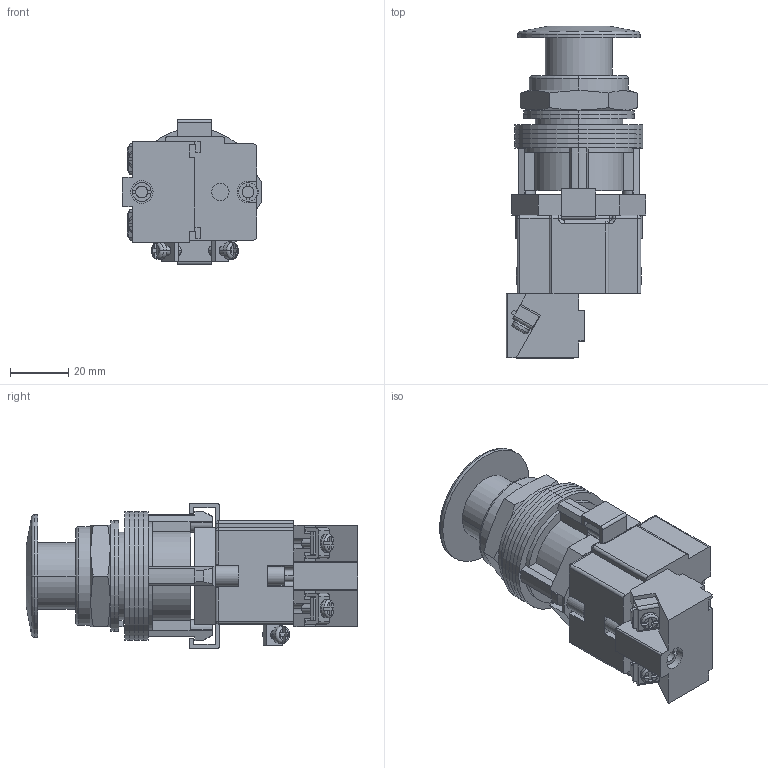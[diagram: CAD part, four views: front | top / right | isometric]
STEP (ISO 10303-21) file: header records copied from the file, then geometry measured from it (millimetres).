
FILE_DESCRIPTION (( 'STEP AP214' ), '1' );
FILE_NAME ('HT8FBGBF7.step', '2018-06-29T15:24:32', ( '' ), ( '' ), 'SwSTEP 2.0', 'SolidWorks 2017', '' );
FILE_SCHEMA (( 'AUTOMOTIVE_DESIGN' ));
Length unit declared in the file: millimetre
Products named in the file (1): HT8FBGBF7
Bounding box: 48 x 114 x 50 mm (x, y, z)
Volume: 99333.7 mm3; surface area: 52410 mm2
Topology: 27 solids, 27 shells, 594 faces, 1463 edges, 934 vertices
Faces by surface type: plane 334, cylinder 203, torus 28, cone 15, sphere 14
Entity records: 18700 total; most frequent: CARTESIAN_POINT 3256, DIRECTION 3079, ORIENTED_EDGE 2898, EDGE_CURVE 1449, AXIS2_PLACEMENT_3D 1085, VERTEX_POINT 934, VECTOR 909, LINE 909
